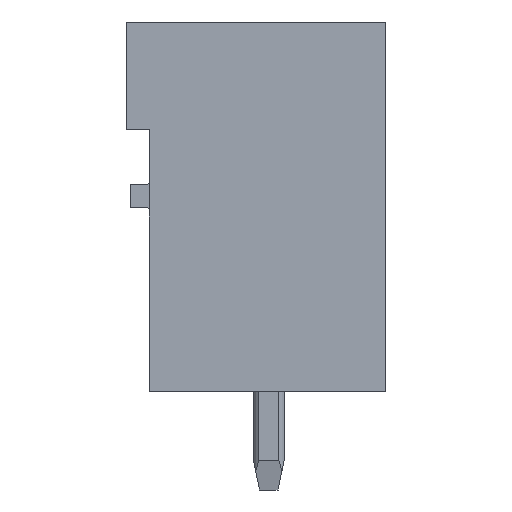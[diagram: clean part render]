
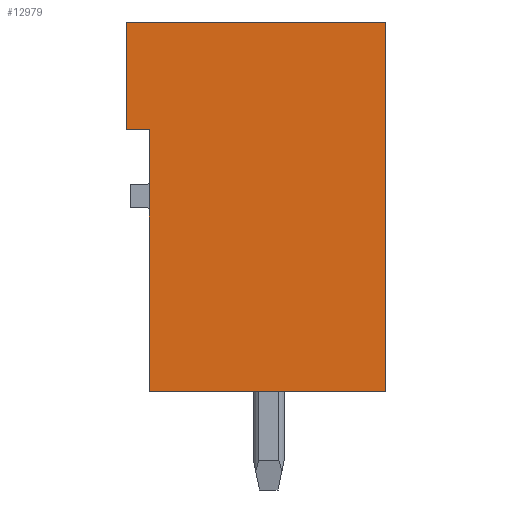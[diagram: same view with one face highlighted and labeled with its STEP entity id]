
A CAD part, left-side view. The second image highlights one B-rep face of the part: STEP entity #12979.
In plain terms, the highlighted planar face has unit normal (-1, 0, 0).
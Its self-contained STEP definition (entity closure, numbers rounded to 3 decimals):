
#12969=AXIS2_PLACEMENT_3D('Plane Axis2P3D',#12966,#12967,#12968) ;
#49=CARTESIAN_POINT('Vertex',(0.,0.,15.2)) ;
#52=CARTESIAN_POINT('Line Origine',(0.,0.,9.2)) ;
#56=CARTESIAN_POINT('Vertex',(0.,0.,3.2)) ;
#151=CARTESIAN_POINT('Vertex',(0.,8.43,15.2)) ;
#154=CARTESIAN_POINT('Line Origine',(0.,4.215,15.2)) ;
#2211=CARTESIAN_POINT('Vertex',(0.,8.43,11.7)) ;
#2214=CARTESIAN_POINT('Line Origine',(0.,8.43,13.45)) ;
#3011=CARTESIAN_POINT('Vertex',(0.,7.68,3.2)) ;
#3014=CARTESIAN_POINT('Line Origine',(0.,7.68,7.45)) ;
#3018=CARTESIAN_POINT('Vertex',(0.,7.68,11.7)) ;
#3451=CARTESIAN_POINT('Line Origine',(0.,3.84,3.2)) ;
#12914=CARTESIAN_POINT('Line Origine',(0.,8.055,11.7)) ;
#12966=CARTESIAN_POINT('Axis2P3D Location',(0.,0.,0.)) ;
#53=DIRECTION('Vector Direction',(0.,0.,-1.)) ;
#155=DIRECTION('Vector Direction',(0.,-1.,0.)) ;
#2215=DIRECTION('Vector Direction',(0.,0.,-1.)) ;
#3015=DIRECTION('Vector Direction',(0.,0.,-1.)) ;
#3452=DIRECTION('Vector Direction',(0.,1.,0.)) ;
#12915=DIRECTION('Vector Direction',(0.,-1.,0.)) ;
#12967=DIRECTION('Axis2P3D Direction',(-1.,0.,0.)) ;
#12968=DIRECTION('Axis2P3D XDirection',(0.,0.,1.)) ;
#54=VECTOR('Line Direction',#53,1.) ;
#156=VECTOR('Line Direction',#155,1.) ;
#2216=VECTOR('Line Direction',#2215,1.) ;
#3016=VECTOR('Line Direction',#3015,1.) ;
#3453=VECTOR('Line Direction',#3452,1.) ;
#12916=VECTOR('Line Direction',#12915,1.) ;
#12972=ORIENTED_EDGE('',*,*,#158,.T.) ;
#12973=ORIENTED_EDGE('',*,*,#2218,.T.) ;
#12974=ORIENTED_EDGE('',*,*,#12918,.T.) ;
#12975=ORIENTED_EDGE('',*,*,#3020,.T.) ;
#12976=ORIENTED_EDGE('',*,*,#3455,.T.) ;
#12977=ORIENTED_EDGE('',*,*,#58,.T.) ;
#12979=ADVANCED_FACE('HOUSING',(#12978),#12970,.T.) ;
#58=EDGE_CURVE('',#57,#50,#55,.F.) ;
#158=EDGE_CURVE('',#50,#152,#157,.F.) ;
#2218=EDGE_CURVE('',#152,#2212,#2217,.T.) ;
#3020=EDGE_CURVE('',#3019,#3012,#3017,.T.) ;
#3455=EDGE_CURVE('',#3012,#57,#3454,.F.) ;
#12918=EDGE_CURVE('',#2212,#3019,#12917,.T.) ;
#12971=EDGE_LOOP('',(#12972,#12973,#12974,#12975,#12976,#12977)) ;
#12978=FACE_OUTER_BOUND('',#12971,.T.) ;
#55=LINE('Line',#52,#54) ;
#157=LINE('Line',#154,#156) ;
#2217=LINE('Line',#2214,#2216) ;
#3017=LINE('Line',#3014,#3016) ;
#3454=LINE('Line',#3451,#3453) ;
#12917=LINE('Line',#12914,#12916) ;
#12970=PLANE('',#12969) ;
#50=VERTEX_POINT('',#49) ;
#57=VERTEX_POINT('',#56) ;
#152=VERTEX_POINT('',#151) ;
#2212=VERTEX_POINT('',#2211) ;
#3012=VERTEX_POINT('',#3011) ;
#3019=VERTEX_POINT('',#3018) ;
